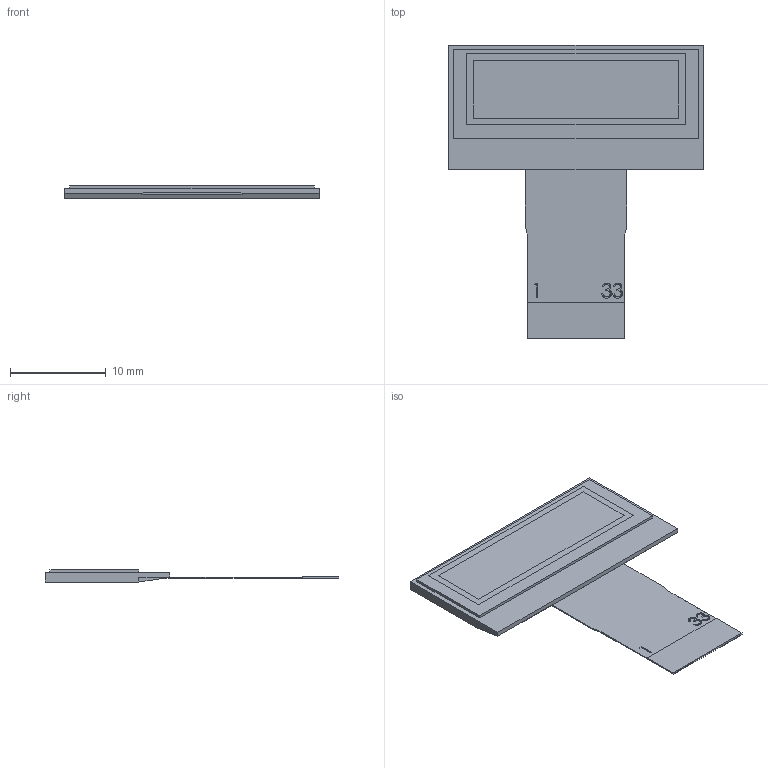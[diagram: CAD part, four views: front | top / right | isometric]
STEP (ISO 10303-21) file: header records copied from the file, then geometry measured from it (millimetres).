
FILE_DESCRIPTION (( 'STEP AP214' ), '1' );
FILE_NAME ('CFAL12836A0-088.STEP', '2023-02-01T16:11:23', ( '' ), ( '' ), 'SwSTEP 2.0', 'SolidWorks 2021', '' );
FILE_SCHEMA (( 'AUTOMOTIVE_DESIGN' ));
Length unit declared in the file: millimetre
Products named in the file (1): CFAL12836A0-088
Bounding box: 26.59 x 30.7 x 1.29 mm (x, y, z)
Volume: 415.4 mm3; surface area: 1358 mm2
Topology: 2 solids, 2 shells, 721 faces, 2064 edges, 1378 vertices
Faces by surface type: plane 586, bspline 135
Entity records: 38024 total; most frequent: CARTESIAN_POINT 12795, ORIENTED_EDGE 4128, DIRECTION 2968, EDGE_CURVE 2064, LINE 1794, VECTOR 1794, VERTEX_POINT 1378, EDGE_LOOP 752
